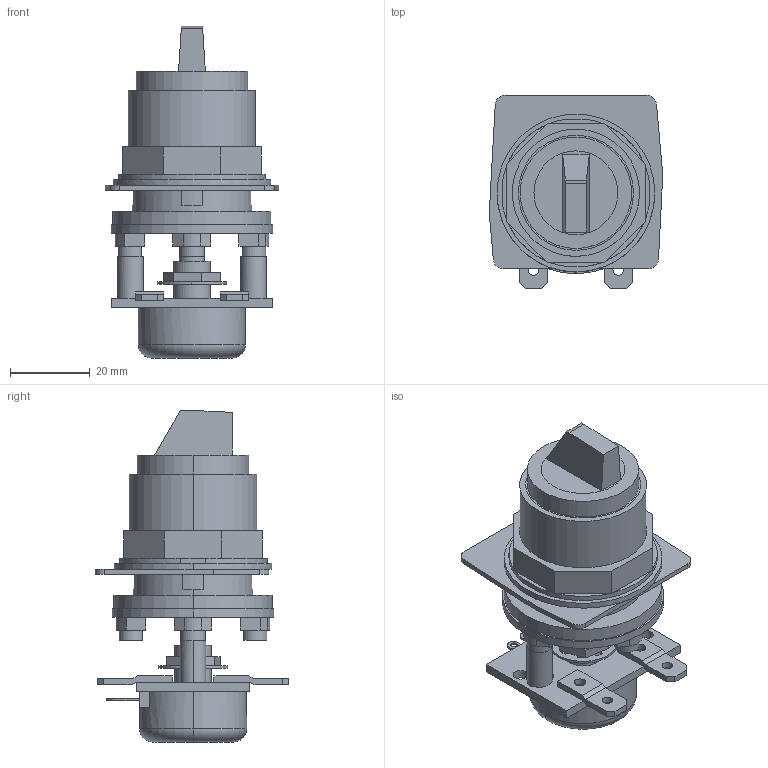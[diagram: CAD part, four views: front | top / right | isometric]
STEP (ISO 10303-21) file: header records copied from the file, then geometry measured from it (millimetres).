
FILE_DESCRIPTION((''),'2;1');
FILE_NAME('9001K2106_3D-SIMPLIFIED-1_ASM','2021-07-05T14:44:13',('melanie.cordero'),(''),'CREO PARAMETRIC BY PTC INC, 2018260','CREO PARAMETRIC BY PTC INC, 2018260','');
FILE_SCHEMA(('CONFIG_CONTROL_DESIGN'));
Length unit declared in the file: inch
Products named in the file (8): CORPS-ARRIERE; PLAQUE; RONDELLE; ECROU; COPRS-INTERMEDIARE; CORPS-AVANT; BOUTON; 9001K2106_3D-SIMPLIFIED-1_ASM
Assembly tree (7 placements, depth 2):
  9001K2106_3D-SIMPLIFIED-1_ASM
    CORPS-ARRIERE
    PLAQUE
    RONDELLE
    ECROU
    COPRS-INTERMEDIARE
    CORPS-AVANT
    BOUTON
Bounding box: 43.62 x 48.64 x 83.49 mm (x, y, z)
Volume: 49614.7 mm3; surface area: 24622.9 mm2
Topology: 7 solids, 7 shells, 393 faces, 1033 edges, 674 vertices
Faces by surface type: plane 250, cylinder 133, extrusion 8, torus 2
Entity records: 12579 total; most frequent: CARTESIAN_POINT 2293, DIRECTION 2173, ORIENTED_EDGE 2066, EDGE_CURVE 1033, AXIS2_PLACEMENT_3D 748, VECTOR 677, VERTEX_POINT 674, LINE 669
